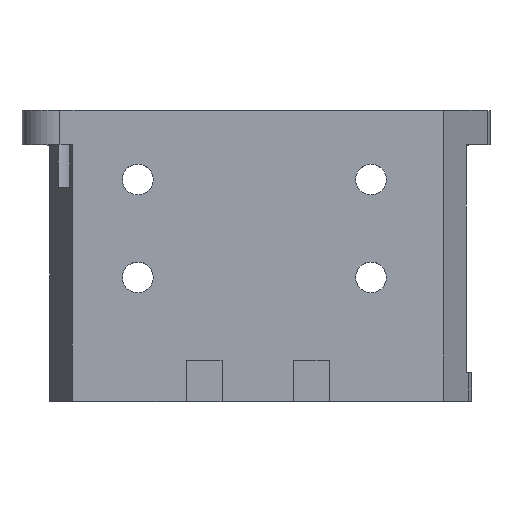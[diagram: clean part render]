
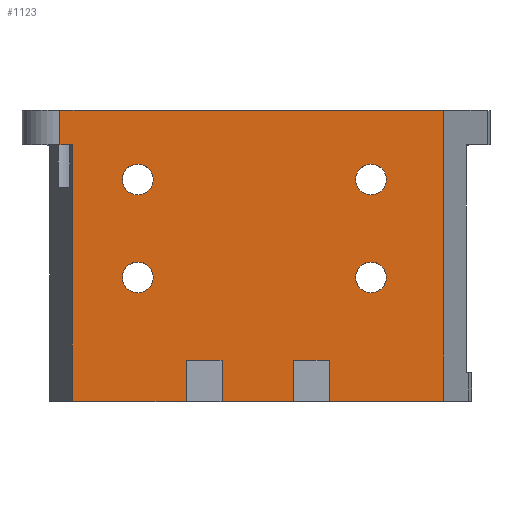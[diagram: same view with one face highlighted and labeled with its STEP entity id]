
A CAD part, top view. The second image highlights one B-rep face of the part: STEP entity #1123.
In plain terms, the highlighted planar face has unit normal (0, 0, 1).
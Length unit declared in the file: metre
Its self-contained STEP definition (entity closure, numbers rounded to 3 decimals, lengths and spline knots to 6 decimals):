
#12=B_SPLINE_CURVE_WITH_KNOTS('',3,(#1804,#1805,#1806,#1807),
 .UNSPECIFIED.,.F.,.F.,(4,4),(0.,1.),.UNSPECIFIED.);
#13=B_SPLINE_CURVE_WITH_KNOTS('',3,(#1809,#1810,#1811,#1812),
 .UNSPECIFIED.,.F.,.F.,(4,4),(0.,1.),.UNSPECIFIED.);
#14=B_SPLINE_CURVE_WITH_KNOTS('',3,(#1814,#1815,#1816,#1817),
 .UNSPECIFIED.,.F.,.F.,(4,4),(0.,1.),.UNSPECIFIED.);
#15=B_SPLINE_CURVE_WITH_KNOTS('',3,(#1819,#1820,#1821,#1822),
 .UNSPECIFIED.,.F.,.F.,(4,4),(0.154412,1.),
 .UNSPECIFIED.);
#16=B_SPLINE_CURVE_WITH_KNOTS('',3,(#1824,#1825,#1826,#1827),
 .UNSPECIFIED.,.F.,.F.,(4,4),(0.,1.),.UNSPECIFIED.);
#17=B_SPLINE_CURVE_WITH_KNOTS('',3,(#1829,#1830,#1831,#1832),
 .UNSPECIFIED.,.F.,.F.,(4,4),(0.,1.),.UNSPECIFIED.);
#18=B_SPLINE_CURVE_WITH_KNOTS('',3,(#1834,#1835,#1836,#1837),
 .UNSPECIFIED.,.F.,.F.,(4,4),(0.,1.),.UNSPECIFIED.);
#49=CIRCLE('',#1222,0.00215);
#50=CIRCLE('',#1223,0.00215);
#51=CIRCLE('',#1224,0.00215);
#52=CIRCLE('',#1225,0.00215);
#267=ORIENTED_EDGE('',*,*,#489,.T.);
#268=ORIENTED_EDGE('',*,*,#514,.T.);
#269=ORIENTED_EDGE('',*,*,#515,.F.);
#270=ORIENTED_EDGE('',*,*,#391,.T.);
#271=ORIENTED_EDGE('',*,*,#407,.F.);
#272=ORIENTED_EDGE('',*,*,#509,.T.);
#273=ORIENTED_EDGE('',*,*,#508,.F.);
#274=ORIENTED_EDGE('',*,*,#507,.T.);
#275=ORIENTED_EDGE('',*,*,#405,.F.);
#276=ORIENTED_EDGE('',*,*,#513,.F.);
#277=ORIENTED_EDGE('',*,*,#512,.F.);
#278=ORIENTED_EDGE('',*,*,#511,.F.);
#279=ORIENTED_EDGE('',*,*,#510,.T.);
#280=ORIENTED_EDGE('',*,*,#403,.F.);
#281=ORIENTED_EDGE('',*,*,#516,.T.);
#282=ORIENTED_EDGE('',*,*,#517,.T.);
#283=ORIENTED_EDGE('',*,*,#518,.T.);
#284=ORIENTED_EDGE('',*,*,#519,.T.);
#285=ORIENTED_EDGE('',*,*,#520,.T.);
#391=EDGE_CURVE('',#547,#546,#658,.T.);
#403=EDGE_CURVE('',#557,#558,#666,.T.);
#405=EDGE_CURVE('',#559,#560,#668,.T.);
#407=EDGE_CURVE('',#561,#546,#670,.T.);
#489=EDGE_CURVE('',#627,#626,#733,.T.);
#507=EDGE_CURVE('',#640,#560,#12,.F.);
#508=EDGE_CURVE('',#640,#641,#13,.T.);
#509=EDGE_CURVE('',#561,#641,#14,.F.);
#510=EDGE_CURVE('',#642,#558,#15,.F.);
#511=EDGE_CURVE('',#642,#643,#16,.T.);
#512=EDGE_CURVE('',#643,#644,#17,.T.);
#513=EDGE_CURVE('',#644,#559,#18,.T.);
#514=EDGE_CURVE('',#626,#645,#744,.F.);
#515=EDGE_CURVE('',#547,#645,#745,.T.);
#516=EDGE_CURVE('',#557,#627,#746,.T.);
#517=EDGE_CURVE('',#646,#646,#49,.T.);
#518=EDGE_CURVE('',#647,#647,#50,.T.);
#519=EDGE_CURVE('',#648,#648,#51,.T.);
#520=EDGE_CURVE('',#649,#649,#52,.T.);
#546=VERTEX_POINT('',#1568);
#547=VERTEX_POINT('',#1570);
#557=VERTEX_POINT('',#1593);
#558=VERTEX_POINT('',#1595);
#559=VERTEX_POINT('',#1597);
#560=VERTEX_POINT('',#1599);
#561=VERTEX_POINT('',#1601);
#626=VERTEX_POINT('',#1769);
#627=VERTEX_POINT('',#1771);
#640=VERTEX_POINT('',#1808);
#641=VERTEX_POINT('',#1813);
#642=VERTEX_POINT('',#1823);
#643=VERTEX_POINT('',#1828);
#644=VERTEX_POINT('',#1833);
#645=VERTEX_POINT('',#1840);
#646=VERTEX_POINT('',#1844);
#647=VERTEX_POINT('',#1846);
#648=VERTEX_POINT('',#1848);
#649=VERTEX_POINT('',#1850);
#658=LINE('',#1569,#768);
#666=LINE('',#1594,#776);
#668=LINE('',#1598,#778);
#670=LINE('',#1602,#780);
#733=LINE('',#1770,#843);
#744=LINE('',#1839,#854);
#745=LINE('',#1841,#855);
#746=LINE('',#1842,#856);
#768=VECTOR('',#1266,1.);
#776=VECTOR('',#1286,1.);
#778=VECTOR('',#1288,1.);
#780=VECTOR('',#1290,1.);
#843=VECTOR('',#1433,1.);
#854=VECTOR('',#1468,1.);
#855=VECTOR('',#1469,1.);
#856=VECTOR('',#1470,1.);
#927=EDGE_LOOP('',(#267,#268,#269,#270,#271,#272,#273,#274,#275,#276,#277,
#278,#279,#280,#281));
#928=EDGE_LOOP('',(#282));
#929=EDGE_LOOP('',(#283));
#930=EDGE_LOOP('',(#284));
#931=EDGE_LOOP('',(#285));
#1020=FACE_BOUND('',#927,.T.);
#1021=FACE_BOUND('',#928,.T.);
#1022=FACE_BOUND('',#929,.T.);
#1023=FACE_BOUND('',#930,.T.);
#1024=FACE_BOUND('',#931,.T.);
#1079=PLANE('',#1221);
#1123=ADVANCED_FACE('',(#1020,#1021,#1022,#1023,#1024),#1079,.F.);
#1221=AXIS2_PLACEMENT_3D('',#1838,#1466,#1467);
#1222=AXIS2_PLACEMENT_3D('',#1843,#1471,#1472);
#1223=AXIS2_PLACEMENT_3D('',#1845,#1473,#1474);
#1224=AXIS2_PLACEMENT_3D('',#1847,#1475,#1476);
#1225=AXIS2_PLACEMENT_3D('',#1849,#1477,#1478);
#1266=DIRECTION('',(0.,-1.,0.));
#1286=DIRECTION('',(-1.,0.,0.));
#1288=DIRECTION('',(-1.,0.,0.));
#1290=DIRECTION('',(-1.,0.,0.));
#1433=DIRECTION('',(-1.,0.,0.));
#1466=DIRECTION('',(0.,0.,-1.));
#1467=DIRECTION('',(-1.,0.,0.));
#1468=DIRECTION('',(0.,1.,0.));
#1469=DIRECTION('',(-1.,0.,0.));
#1470=DIRECTION('',(0.,1.,0.));
#1471=DIRECTION('',(0.,0.,-1.));
#1472=DIRECTION('',(-1.,0.,0.));
#1473=DIRECTION('',(0.,0.,-1.));
#1474=DIRECTION('',(-1.,0.,0.));
#1475=DIRECTION('',(0.,0.,-1.));
#1476=DIRECTION('',(-1.,0.,0.));
#1477=DIRECTION('',(0.,0.,-1.));
#1478=DIRECTION('',(-1.,0.,0.));
#1568=CARTESIAN_POINT('',(-0.030835,0.04501,0.014008));
#1569=CARTESIAN_POINT('',(-0.030835,0.039394,0.014008));
#1570=CARTESIAN_POINT('',(-0.030835,0.080895,0.014008));
#1593=CARTESIAN_POINT('',(0.021105,0.04501,0.014008));
#1594=CARTESIAN_POINT('',(0.004105,0.04501,0.014008));
#1595=CARTESIAN_POINT('',(0.005105,0.04501,0.014008));
#1597=CARTESIAN_POINT('',(0.000105,0.04501,0.014008));
#1598=CARTESIAN_POINT('',(0.004105,0.04501,0.014008));
#1599=CARTESIAN_POINT('',(-0.009895,0.04501,0.014008));
#1601=CARTESIAN_POINT('',(-0.014898,0.04501,0.014011));
#1602=CARTESIAN_POINT('',(0.004105,0.04501,0.014008));
#1769=CARTESIAN_POINT('',(-0.032561,0.085683,0.014008));
#1770=CARTESIAN_POINT('',(0.004105,0.085683,0.014008));
#1771=CARTESIAN_POINT('',(0.021105,0.085683,0.014008));
#1804=CARTESIAN_POINT('',(-0.009895,0.04501,0.014014));
#1805=CARTESIAN_POINT('',(-0.009895,0.046927,0.014014));
#1806=CARTESIAN_POINT('',(-0.009895,0.048843,0.014014));
#1807=CARTESIAN_POINT('',(-0.009895,0.05076,0.014014));
#1808=CARTESIAN_POINT('',(-0.009895,0.05076,0.014008));
#1809=CARTESIAN_POINT('',(-0.009895,0.05076,0.014014));
#1810=CARTESIAN_POINT('',(-0.011562,0.05076,0.014014));
#1811=CARTESIAN_POINT('',(-0.013229,0.05076,0.014014));
#1812=CARTESIAN_POINT('',(-0.014895,0.05076,0.014014));
#1813=CARTESIAN_POINT('',(-0.014898,0.05076,0.014008));
#1814=CARTESIAN_POINT('',(-0.014895,0.05076,0.014014));
#1815=CARTESIAN_POINT('',(-0.014895,0.048843,0.014014));
#1816=CARTESIAN_POINT('',(-0.014895,0.046927,0.014014));
#1817=CARTESIAN_POINT('',(-0.014895,0.04501,0.014014));
#1819=CARTESIAN_POINT('',(0.005105,0.04501,0.014014));
#1820=CARTESIAN_POINT('',(0.005105,0.046927,0.014014));
#1821=CARTESIAN_POINT('',(0.005105,0.048843,0.014014));
#1822=CARTESIAN_POINT('',(0.005105,0.05076,0.014014));
#1823=CARTESIAN_POINT('',(0.005105,0.05076,0.014008));
#1824=CARTESIAN_POINT('',(0.005105,0.05076,0.014014));
#1825=CARTESIAN_POINT('',(0.004771,0.05076,0.014014));
#1826=CARTESIAN_POINT('',(0.004438,0.05076,0.014014));
#1827=CARTESIAN_POINT('',(0.004105,0.05076,0.014014));
#1828=CARTESIAN_POINT('',(0.004105,0.05076,0.014008));
#1829=CARTESIAN_POINT('',(0.004105,0.05076,0.014014));
#1830=CARTESIAN_POINT('',(0.002771,0.05076,0.014014));
#1831=CARTESIAN_POINT('',(0.001438,0.05076,0.014014));
#1832=CARTESIAN_POINT('',(0.000105,0.05076,0.014014));
#1833=CARTESIAN_POINT('',(0.000105,0.05076,0.014008));
#1834=CARTESIAN_POINT('',(0.000105,0.05076,0.014014));
#1835=CARTESIAN_POINT('',(0.000105,0.048843,0.014014));
#1836=CARTESIAN_POINT('',(0.000105,0.046927,0.014014));
#1837=CARTESIAN_POINT('',(0.000105,0.04501,0.014014));
#1838=CARTESIAN_POINT('',(0.004105,0.039394,0.014008));
#1839=CARTESIAN_POINT('',(-0.032561,0.039394,0.014008));
#1840=CARTESIAN_POINT('',(-0.032561,0.080895,0.014008));
#1841=CARTESIAN_POINT('',(-0.033797,0.080895,0.014008));
#1842=CARTESIAN_POINT('',(0.021105,0.085683,0.014008));
#1843=CARTESIAN_POINT('',(0.010946,0.076002,0.014008));
#1844=CARTESIAN_POINT('',(0.008796,0.076002,0.014008));
#1845=CARTESIAN_POINT('',(-0.021681,0.076002,0.014008));
#1846=CARTESIAN_POINT('',(-0.023831,0.076002,0.014008));
#1847=CARTESIAN_POINT('',(-0.021681,0.06231,0.014008));
#1848=CARTESIAN_POINT('',(-0.023831,0.06231,0.014008));
#1849=CARTESIAN_POINT('',(0.010946,0.06231,0.014008));
#1850=CARTESIAN_POINT('',(0.008796,0.06231,0.014008));
